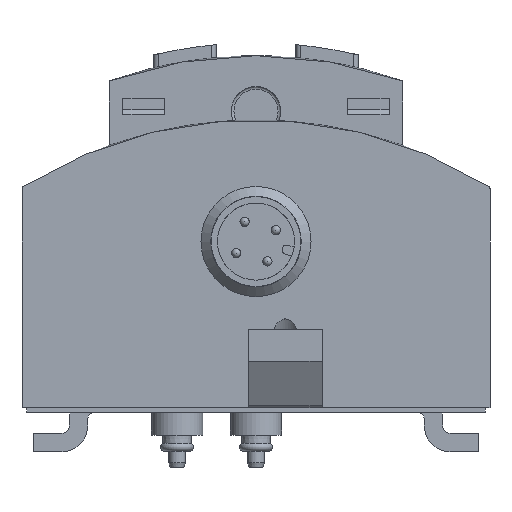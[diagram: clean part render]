
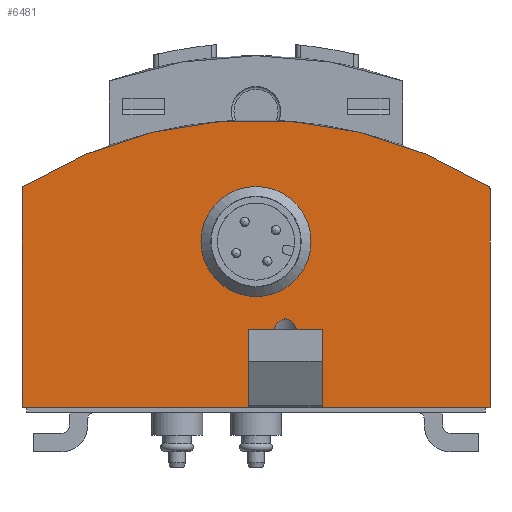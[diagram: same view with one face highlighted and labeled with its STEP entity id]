
A CAD part, front view. The second image highlights one B-rep face of the part: STEP entity #6481.
In plain terms, the highlighted planar face has unit normal (0, -1, 0).
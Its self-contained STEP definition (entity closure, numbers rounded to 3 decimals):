
#28=ELLIPSE('',#6921,3.4,1.7);
#305=CIRCLE('',#6910,0.3);
#307=CIRCLE('',#6913,48.);
#310=CIRCLE('',#6917,0.3);
#312=CIRCLE('',#6927,6.);
#1500=ORIENTED_EDGE('',*,*,#2185,.F.);
#1501=ORIENTED_EDGE('',*,*,#2186,.F.);
#1502=ORIENTED_EDGE('',*,*,#2179,.T.);
#1503=ORIENTED_EDGE('',*,*,#2184,.F.);
#1504=ORIENTED_EDGE('',*,*,#2175,.F.);
#1505=ORIENTED_EDGE('',*,*,#2173,.F.);
#1506=ORIENTED_EDGE('',*,*,#2177,.F.);
#1507=ORIENTED_EDGE('',*,*,#2170,.T.);
#1508=ORIENTED_EDGE('',*,*,#2183,.T.);
#1509=ORIENTED_EDGE('',*,*,#2187,.F.);
#1510=ORIENTED_EDGE('',*,*,#2167,.F.);
#1511=ORIENTED_EDGE('',*,*,#2163,.F.);
#1512=ORIENTED_EDGE('',*,*,#2159,.F.);
#2159=EDGE_CURVE('',#2603,#2604,#305,.T.);
#2163=EDGE_CURVE('',#2604,#2607,#307,.T.);
#2167=EDGE_CURVE('',#2607,#2609,#310,.T.);
#2170=EDGE_CURVE('',#2611,#2612,#3042,.T.);
#2173=EDGE_CURVE('',#2613,#2614,#28,.F.);
#2175=EDGE_CURVE('',#2614,#2615,#3045,.T.);
#2177=EDGE_CURVE('',#2611,#2613,#3047,.T.);
#2179=EDGE_CURVE('',#2617,#2616,#3049,.T.);
#2183=EDGE_CURVE('',#2612,#2620,#3053,.T.);
#2184=EDGE_CURVE('',#2615,#2616,#3054,.T.);
#2185=EDGE_CURVE('',#2621,#2621,#312,.F.);
#2186=EDGE_CURVE('',#2617,#2603,#3055,.T.);
#2187=EDGE_CURVE('',#2609,#2620,#3056,.T.);
#2603=VERTEX_POINT('',#9574);
#2604=VERTEX_POINT('',#9575);
#2607=VERTEX_POINT('',#9583);
#2609=VERTEX_POINT('',#9590);
#2611=VERTEX_POINT('',#9596);
#2612=VERTEX_POINT('',#9597);
#2613=VERTEX_POINT('',#9602);
#2614=VERTEX_POINT('',#9603);
#2615=VERTEX_POINT('',#9607);
#2616=VERTEX_POINT('',#9612);
#2617=VERTEX_POINT('',#9614);
#2620=VERTEX_POINT('',#9620);
#2621=VERTEX_POINT('',#9626);
#3042=LINE('',#9595,#3471);
#3045=LINE('',#9606,#3474);
#3047=LINE('',#9609,#3476);
#3049=LINE('',#9613,#3478);
#3053=LINE('',#9621,#3482);
#3054=LINE('',#9623,#3483);
#3055=LINE('',#9628,#3484);
#3056=LINE('',#9629,#3485);
#3471=VECTOR('',#8198,1000.);
#3474=VECTOR('',#8209,1000.);
#3476=VECTOR('',#8211,1000.);
#3478=VECTOR('',#8215,1000.);
#3482=VECTOR('',#8219,1000.);
#3483=VECTOR('',#8222,1000.);
#3484=VECTOR('',#8229,1000.);
#3485=VECTOR('',#8230,1000.);
#3804=EDGE_LOOP('',(#1500));
#3805=EDGE_LOOP('',(#1501,#1502,#1503,#1504,#1505,#1506,#1507,#1508,#1509,
#1510,#1511,#1512));
#4147=FACE_BOUND('',#3804,.T.);
#4148=FACE_BOUND('',#3805,.T.);
#4334=PLANE('',#6928);
#6481=ADVANCED_FACE('',(#4147,#4148),#4334,.F.);
#6910=AXIS2_PLACEMENT_3D('',#9573,#8174,#8175);
#6913=AXIS2_PLACEMENT_3D('',#9582,#8182,#8183);
#6917=AXIS2_PLACEMENT_3D('',#9589,#8191,#8192);
#6921=AXIS2_PLACEMENT_3D('',#9601,#8203,#8204);
#6927=AXIS2_PLACEMENT_3D('',#9625,#8225,#8226);
#6928=AXIS2_PLACEMENT_3D('',#9627,#8227,#8228);
#8174=DIRECTION('',(0.,1.,0.));
#8175=DIRECTION('',(1.,0.,0.));
#8182=DIRECTION('',(0.,1.,0.));
#8183=DIRECTION('',(1.,0.,0.));
#8191=DIRECTION('',(0.,1.,0.));
#8192=DIRECTION('',(1.,0.,0.));
#8198=DIRECTION('',(0.,0.,-1.));
#8203=DIRECTION('',(0.,1.,0.));
#8204=DIRECTION('',(0.,0.,-1.));
#8209=DIRECTION('',(-1.,0.,0.));
#8211=DIRECTION('',(-1.,0.,0.));
#8215=DIRECTION('',(1.,0.,0.));
#8219=DIRECTION('',(1.,0.,0.));
#8222=DIRECTION('',(0.,0.,-1.));
#8225=DIRECTION('',(0.,1.,0.));
#8226=DIRECTION('',(0.,0.,1.));
#8227=DIRECTION('',(0.,1.,0.));
#8228=DIRECTION('',(0.,0.,1.));
#8229=DIRECTION('',(0.,0.,1.));
#8230=DIRECTION('',(0.,0.,-1.));
#9573=CARTESIAN_POINT('',(-25.2,-8.3,4.35));
#9574=CARTESIAN_POINT('',(-25.5,-8.3,4.35));
#9575=CARTESIAN_POINT('',(-25.358,-8.3,4.605));
#9582=CARTESIAN_POINT('',(0.,-8.3,-36.15));
#9583=CARTESIAN_POINT('',(25.358,-8.3,4.605));
#9589=CARTESIAN_POINT('',(25.2,-8.3,4.35));
#9590=CARTESIAN_POINT('',(25.5,-8.3,4.35));
#9595=CARTESIAN_POINT('',(7.2,-8.3,4.35));
#9596=CARTESIAN_POINT('',(7.2,-8.3,-11.));
#9597=CARTESIAN_POINT('',(7.2,-8.3,-19.5));
#9601=CARTESIAN_POINT('',(3.2,-8.3,-13.236));
#9602=CARTESIAN_POINT('',(4.481,-8.3,-11.));
#9603=CARTESIAN_POINT('',(1.919,-8.3,-11.));
#9606=CARTESIAN_POINT('',(-25.2,-8.3,-11.));
#9607=CARTESIAN_POINT('',(-0.8,-8.3,-11.));
#9609=CARTESIAN_POINT('',(-25.2,-8.3,-11.));
#9612=CARTESIAN_POINT('',(-0.8,-8.3,-19.5));
#9613=CARTESIAN_POINT('',(-25.2,-8.3,-19.5));
#9614=CARTESIAN_POINT('',(-25.5,-8.3,-19.5));
#9620=CARTESIAN_POINT('',(25.5,-8.3,-19.5));
#9621=CARTESIAN_POINT('',(-25.2,-8.3,-19.5));
#9623=CARTESIAN_POINT('',(-0.8,-8.3,4.35));
#9625=CARTESIAN_POINT('',(0.,-8.3,-1.4));
#9626=CARTESIAN_POINT('',(0.,-8.3,4.6));
#9627=CARTESIAN_POINT('',(-25.2,-8.3,4.35));
#9628=CARTESIAN_POINT('',(-25.5,-8.3,-20.));
#9629=CARTESIAN_POINT('',(25.5,-8.3,4.35));
